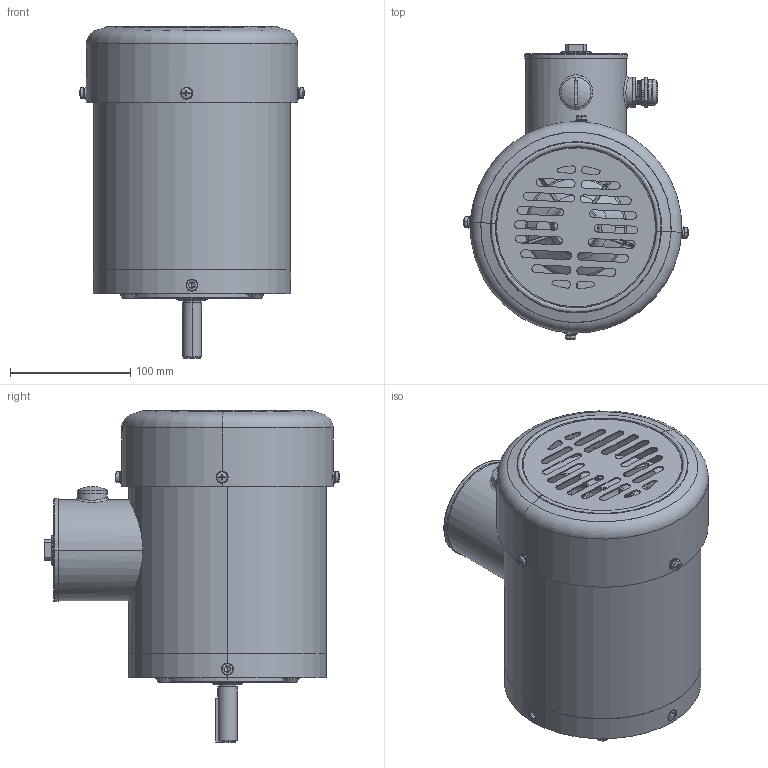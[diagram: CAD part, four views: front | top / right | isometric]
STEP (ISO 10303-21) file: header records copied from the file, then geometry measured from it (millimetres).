
FILE_DESCRIPTION (( 'STEP AP214' ), '1' );
FILE_NAME ('(56C-0.25HP-4)(56C-0.33HP-2)（56C-0.33HP-4-RB）（56C-0.5HP-2-RB）（56C-0.5HP-4-RB）.STEP', '2017-11-13T08:20:31', ( 'user' ), ( '' ), 'SwSTEP 2.0', 'SolidWorks 2013', '' );
FILE_SCHEMA (( 'AUTOMOTIVE_DESIGN' ));
Length unit declared in the file: millimetre
Products named in the file (22): 儂褲 140.56C 埴极.8WT.001.001; plain washers--product grade c gb_GB_FASTENER_WASHER_SMWC 5; single coil lock washers light type gb_GB_FASTENER_WASHER_SSWL 5; (56C-0.25HP-4)(56C-0.33HP-2)（56C-0.33HP-4-RB）（56C-0.5HP-2-RB）（56C-0.5HP-4-RB）; cross recessed small pan head screws gb_GB_CROSS_SCREWS_TYPE3 M5X16-16-N; M10 不锈钢螺塞; 源瑩4.77x36; U倛蚐猾20X40X7; 140TC  芠倛祥凄詩碟; 沓蹋滲蹟簽M20; 出线孔塞; 沓蹋滲M22謂12; 140TC  芠倛祥谽詩碟裔 ; 140TC  芠倛祥谽詩碟釱 ; 56C，140TC 风罩 8WTN.306.002; 80瑞圮; 143TC  祥凄詩綴裔.TEFC. 8WT.013.004b; 翋粣 1hP狟 269﹜113. 56C TEFC 埴极.8WT.200.004; deep groove ball bearings gb_Rolling bearings 6205 GB 276-94; 140TC  螺孔塞 ; 56C，140TC 不锈钢 C 法兰（封闭或风冷型）8WT.013.001; M5坋趼蹟隊蚾饜极
Assembly tree (31 placements, depth 3):
  (56C-0.25HP-4)(56C-0.33HP-2)（56C-0.33HP-4-RB）（56C-0.5HP-2-RB）（56C-0.5HP-4-RB）
    儂褲 140.56C 埴极.8WT.001.001
    56C，140TC 不锈钢 C 法兰（封闭或风冷型）8WT.013.001
    deep groove ball bearings gb_Rolling bearings 6205 GB 276-94  x2
    翋粣 1hP狟 269﹜113. 56C TEFC 埴极.8WT.200.004
    143TC  祥凄詩綴裔.TEFC. 8WT.013.004b
    80瑞圮
    56C，140TC 风罩 8WTN.306.002
    140TC  芠倛祥凄詩碟
      140TC  芠倛祥谽詩碟釱 
      140TC  芠倛祥谽詩碟裔 
      沓蹋滲M22謂12
      出线孔塞
      沓蹋滲蹟簽M20
    U倛蚐猾20X40X7
    源瑩4.77x36
    M10 不锈钢螺塞  x4
    M5坋趼蹟隊蚾饜极  x4
      cross recessed small pan head screws gb_GB_CROSS_SCREWS_TYPE3 M5X16-16-N
      single coil lock washers light type gb_GB_FASTENER_WASHER_SSWL 5
      plain washers--product grade c gb_GB_FASTENER_WASHER_SMWC 5
    140TC  螺孔塞   x4
Bounding box: 186.87 x 245.86 x 276.22 mm (x, y, z)
Volume: 793854 mm3; surface area: 540248 mm2
Topology: 40 solids, 40 shells, 1406 faces, 3995 edges, 2564 vertices
Faces by surface type: cylinder 516, plane 401, torus 236, cone 121, sphere 97, bspline 35
Entity records: 45542 total; most frequent: CARTESIAN_POINT 16808, ORIENTED_EDGE 5714, DIRECTION 5622, EDGE_CURVE 2857, AXIS2_PLACEMENT_3D 2344, VERTEX_POINT 1829, CIRCLE 1260, EDGE_LOOP 1224
